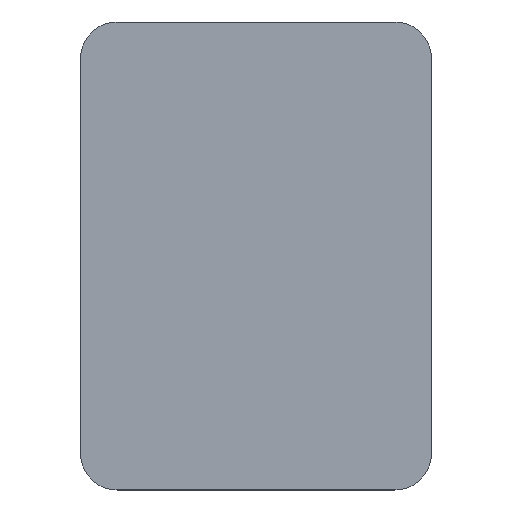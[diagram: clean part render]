
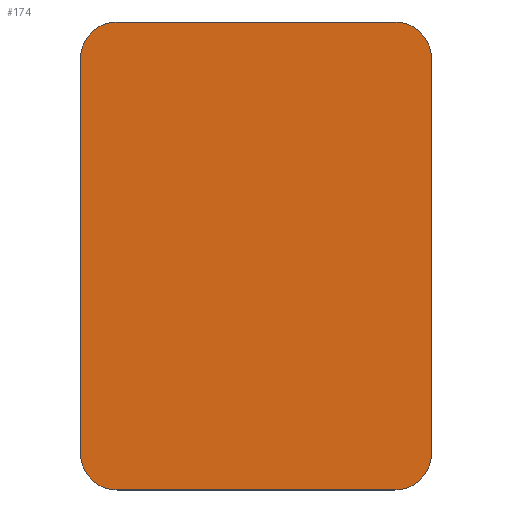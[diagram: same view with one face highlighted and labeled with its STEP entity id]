
A CAD part, top view. The second image highlights one B-rep face of the part: STEP entity #174.
In plain terms, the highlighted planar face has unit normal (0, 0, 1).
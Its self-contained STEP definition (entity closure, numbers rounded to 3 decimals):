
#18=FACE_OUTER_BOUND('',#28,.T.);
#28=EDGE_LOOP('',(#118,#119,#120,#121,#122,#123,#124,#125));
#38=LINE('',#264,#54);
#39=LINE('',#268,#55);
#40=LINE('',#272,#56);
#41=LINE('',#275,#57);
#54=VECTOR('',#210,10.);
#55=VECTOR('',#213,10.);
#56=VECTOR('',#216,10.);
#57=VECTOR('',#219,10.);
#70=CIRCLE('',#187,5.);
#71=CIRCLE('',#188,5.);
#72=CIRCLE('',#189,5.);
#73=CIRCLE('',#190,5.);
#78=VERTEX_POINT('',#260);
#79=VERTEX_POINT('',#261);
#80=VERTEX_POINT('',#263);
#81=VERTEX_POINT('',#265);
#82=VERTEX_POINT('',#267);
#83=VERTEX_POINT('',#269);
#84=VERTEX_POINT('',#271);
#85=VERTEX_POINT('',#273);
#94=EDGE_CURVE('',#78,#79,#70,.T.);
#95=EDGE_CURVE('',#80,#78,#38,.T.);
#96=EDGE_CURVE('',#81,#80,#71,.T.);
#97=EDGE_CURVE('',#82,#81,#39,.T.);
#98=EDGE_CURVE('',#83,#82,#72,.T.);
#99=EDGE_CURVE('',#84,#83,#40,.T.);
#100=EDGE_CURVE('',#85,#84,#73,.T.);
#101=EDGE_CURVE('',#79,#85,#41,.T.);
#118=ORIENTED_EDGE('',*,*,#94,.F.);
#119=ORIENTED_EDGE('',*,*,#95,.F.);
#120=ORIENTED_EDGE('',*,*,#96,.F.);
#121=ORIENTED_EDGE('',*,*,#97,.F.);
#122=ORIENTED_EDGE('',*,*,#98,.F.);
#123=ORIENTED_EDGE('',*,*,#99,.F.);
#124=ORIENTED_EDGE('',*,*,#100,.F.);
#125=ORIENTED_EDGE('',*,*,#101,.F.);
#166=PLANE('',#186);
#174=ADVANCED_FACE('',(#18),#166,.T.);
#186=AXIS2_PLACEMENT_3D('',#259,#206,#207);
#187=AXIS2_PLACEMENT_3D('',#262,#208,#209);
#188=AXIS2_PLACEMENT_3D('',#266,#211,#212);
#189=AXIS2_PLACEMENT_3D('',#270,#214,#215);
#190=AXIS2_PLACEMENT_3D('',#274,#217,#218);
#206=DIRECTION('center_axis',(0.,0.,1.));
#207=DIRECTION('ref_axis',(1.,0.,0.));
#208=DIRECTION('center_axis',(0.,0.,-1.));
#209=DIRECTION('ref_axis',(-0.707,0.707,0.));
#210=DIRECTION('',(0.,1.,0.));
#211=DIRECTION('center_axis',(0.,0.,-1.));
#212=DIRECTION('ref_axis',(-0.707,-0.707,0.));
#213=DIRECTION('',(-1.,0.,0.));
#214=DIRECTION('center_axis',(0.,0.,-1.));
#215=DIRECTION('ref_axis',(0.707,-0.707,0.));
#216=DIRECTION('',(0.,-1.,0.));
#217=DIRECTION('center_axis',(0.,0.,-1.));
#218=DIRECTION('ref_axis',(0.707,0.707,0.));
#219=DIRECTION('',(1.,0.,0.));
#259=CARTESIAN_POINT('Origin',(0.,0.,3.52));
#260=CARTESIAN_POINT('',(-24.,27.,3.52));
#261=CARTESIAN_POINT('',(-19.,32.,3.52));
#262=CARTESIAN_POINT('Origin',(-19.,27.,3.52));
#263=CARTESIAN_POINT('',(-24.,-27.,3.52));
#264=CARTESIAN_POINT('',(-24.,18.26,3.52));
#265=CARTESIAN_POINT('',(-19.,-32.,3.52));
#266=CARTESIAN_POINT('Origin',(-19.,-27.,3.52));
#267=CARTESIAN_POINT('',(19.,-32.,3.52));
#268=CARTESIAN_POINT('',(-12.14,-32.,3.52));
#269=CARTESIAN_POINT('',(24.,-27.,3.52));
#270=CARTESIAN_POINT('Origin',(19.,-27.,3.52));
#271=CARTESIAN_POINT('',(24.,27.,3.52));
#272=CARTESIAN_POINT('',(24.,-18.26,3.52));
#273=CARTESIAN_POINT('',(19.,32.,3.52));
#274=CARTESIAN_POINT('Origin',(19.,27.,3.52));
#275=CARTESIAN_POINT('',(12.14,32.,3.52));
